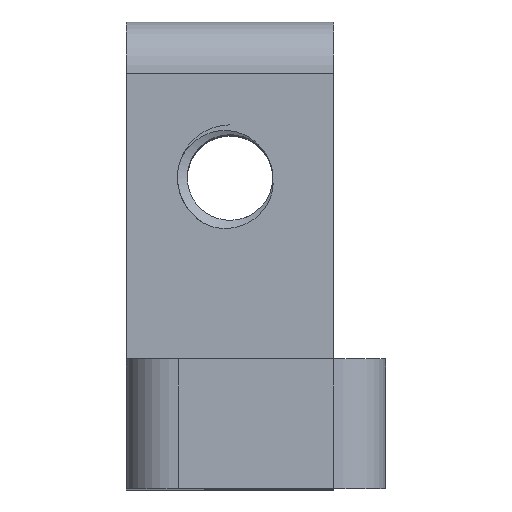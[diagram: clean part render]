
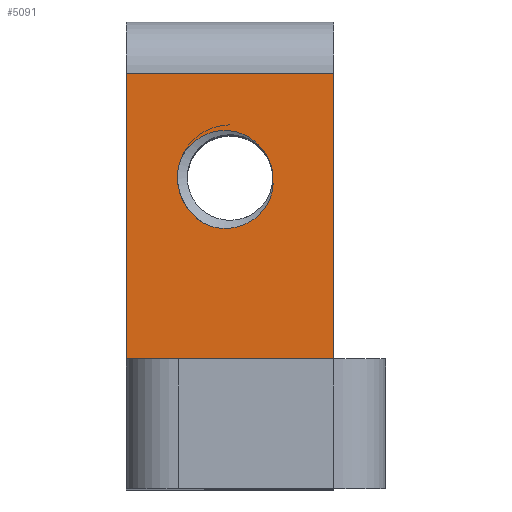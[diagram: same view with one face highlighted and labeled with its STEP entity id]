
A CAD part, top view. The second image highlights one B-rep face of the part: STEP entity #5091.
In plain terms, the highlighted planar face has unit normal (0, 0, 1).
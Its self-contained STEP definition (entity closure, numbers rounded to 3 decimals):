
#33 = DIRECTION ( 'NONE',  ( -1., 0., 0. ) ) ;
#121 = EDGE_CURVE ( 'NONE', #1353, #3717, #3492, .T. ) ;
#152 = DIRECTION ( 'NONE',  ( 1., 0., 0. ) ) ;
#181 = CARTESIAN_POINT ( 'NONE',  ( -12.136, 13.818, 31. ) ) ;
#205 = CARTESIAN_POINT ( 'NONE',  ( -11.572, 10.116, 31. ) ) ;
#254 = CARTESIAN_POINT ( 'NONE',  ( -13.87, 12.787, 31. ) ) ;
#276 = CARTESIAN_POINT ( 'NONE',  ( -10.627, 10.847, 31. ) ) ;
#307 = CARTESIAN_POINT ( 'NONE',  ( -8., 18., 31. ) ) ;
#309 = CARTESIAN_POINT ( 'NONE',  ( -14.028, 12.274, 31. ) ) ;
#396 = VERTEX_POINT ( 'NONE', #1676 ) ;
#422 = CARTESIAN_POINT ( 'NONE',  ( -8., 5., 31. ) ) ;
#457 = CARTESIAN_POINT ( 'NONE',  ( -13.511, 13.271, 31. ) ) ;
#477 = EDGE_CURVE ( 'NONE', #1499, #3866, #3293, .T. ) ;
#586 = CARTESIAN_POINT ( 'NONE',  ( -12.761, 10.119, 31. ) ) ;
#605 = CARTESIAN_POINT ( 'NONE',  ( -10.814, 10.613, 31. ) ) ;
#696 = CARTESIAN_POINT ( 'NONE',  ( -13.011, 10.22, 31. ) ) ;
#712 = CARTESIAN_POINT ( 'NONE',  ( -13.975, 12.538, 31. ) ) ;
#831 = VECTOR ( 'NONE', #33, 1000. ) ;
#874 = CARTESIAN_POINT ( 'NONE',  ( -13.87, 12.787, 31. ) ) ;
#1055 = CARTESIAN_POINT ( 'NONE',  ( -12.761, 10.119, 31. ) ) ;
#1075 = CARTESIAN_POINT ( 'NONE',  ( -10.548, 10.978, 31. ) ) ;
#1155 = CARTESIAN_POINT ( 'NONE',  ( -13.523, 10.653, 31. ) ) ;
#1180 = CARTESIAN_POINT ( 'NONE',  ( -16., 5., 31. ) ) ;
#1229 = FACE_OUTER_BOUND ( 'NONE', #2026, .T. ) ;
#1349 = CARTESIAN_POINT ( 'NONE',  ( -13.15, 13.549, 31. ) ) ;
#1353 = VERTEX_POINT ( 'NONE', #1180 ) ;
#1392 = CARTESIAN_POINT ( 'NONE',  ( -12.291, 13.817, 31. ) ) ;
#1447 = CARTESIAN_POINT ( 'NONE',  ( -13.018, 13.623, 31. ) ) ;
#1499 = VERTEX_POINT ( 'NONE', #2020 ) ;
#1502 = DIRECTION ( 'NONE',  ( 0., -1., 0. ) ) ;
#1541 = CARTESIAN_POINT ( 'NONE',  ( -11.288, 10.237, 31. ) ) ;
#1676 = CARTESIAN_POINT ( 'NONE',  ( -10.35, 12., 31. ) ) ;
#1818 = DIRECTION ( 'NONE',  ( 0., -1., 0. ) ) ;
#1833 = CARTESIAN_POINT ( 'NONE',  ( -11.837, 13.782, 31. ) ) ;
#1837 = B_SPLINE_CURVE_WITH_KNOTS ( 'NONE', 3,
 ( #874, #3911, #5106, #457, #3450, #1349, #1447, #2272, #4402, #1392, #181, #1833, #1852, #3982, #2309, #2715, #4819, #3521 ),
 .UNSPECIFIED., .F., .F.,
 ( 4, 2, 2, 2, 2, 2, 2, 2, 4 ),
 ( 0., 0., 0.001, 0.001, 0.002, 0.002, 0.003, 0.003, 0.004 ),
 .UNSPECIFIED. ) ;
#1852 = CARTESIAN_POINT ( 'NONE',  ( -11.688, 13.745, 31. ) ) ;
#1899 = ORIENTED_EDGE ( 'NONE', *, *, #4263, .T. ) ;
#1990 = CARTESIAN_POINT ( 'NONE',  ( -13.61, 10.758, 31. ) ) ;
#2020 = CARTESIAN_POINT ( 'NONE',  ( -8., 16., 31. ) ) ;
#2026 = EDGE_LOOP ( 'NONE', ( #1899, #3205, #3749, #4769 ) ) ;
#2041 = CARTESIAN_POINT ( 'NONE',  ( -13.925, 11.345, 31. ) ) ;
#2229 = B_SPLINE_CURVE_WITH_KNOTS ( 'NONE', 3,
 ( #3965, #5182, #4442, #1075, #276, #605, #4491, #1541, #205, #3585, #4027, #4880, #2412, #1055 ),
 .UNSPECIFIED., .F., .F.,
 ( 4, 2, 2, 2, 2, 2, 4 ),
 ( 0., 0.001, 0.001, 0.002, 0.003, 0.003, 0.004 ),
 .UNSPECIFIED. ) ;
#2272 = CARTESIAN_POINT ( 'NONE',  ( -12.735, 13.738, 31. ) ) ;
#2284 = FACE_BOUND ( 'NONE', #5005, .T. ) ;
#2309 = CARTESIAN_POINT ( 'NONE',  ( -11.273, 13.562, 31. ) ) ;
#2311 = CARTESIAN_POINT ( 'NONE',  ( -8., 18., 31. ) ) ;
#2326 = ORIENTED_EDGE ( 'NONE', *, *, #3085, .T. ) ;
#2379 = VECTOR ( 'NONE', #3004, 1000. ) ;
#2386 = CARTESIAN_POINT ( 'NONE',  ( -14.029, 11.869, 31. ) ) ;
#2405 = CARTESIAN_POINT ( 'NONE',  ( -13.964, 11.475, 31. ) ) ;
#2412 = CARTESIAN_POINT ( 'NONE',  ( -12.615, 10.075, 31. ) ) ;
#2607 = CARTESIAN_POINT ( 'NONE',  ( -16., 16., 31. ) ) ;
#2689 = CARTESIAN_POINT ( 'NONE',  ( -12., 12., 31. ) ) ;
#2715 = CARTESIAN_POINT ( 'NONE',  ( -11.026, 13.383, 31. ) ) ;
#2743 = DIRECTION ( 'NONE',  ( 0., 0., 1. ) ) ;
#2764 = LINE ( 'NONE', #3899, #3355 ) ;
#2766 = CIRCLE ( 'NONE', #5185, 1.65 ) ;
#2841 = CARTESIAN_POINT ( 'NONE',  ( -13.822, 11.097, 31. ) ) ;
#2843 = EDGE_CURVE ( 'NONE', #3866, #1353, #2764, .T. ) ;
#3004 = DIRECTION ( 'NONE',  ( 1., 0., 0. ) ) ;
#3017 = VERTEX_POINT ( 'NONE', #586 ) ;
#3064 = ORIENTED_EDGE ( 'NONE', *, *, #5328, .T. ) ;
#3085 = EDGE_CURVE ( 'NONE', #396, #3017, #2229, .T. ) ;
#3205 = ORIENTED_EDGE ( 'NONE', *, *, #477, .T. ) ;
#3254 = ORIENTED_EDGE ( 'NONE', *, *, #3861, .T. ) ;
#3293 = LINE ( 'NONE', #3821, #831 ) ;
#3355 = VECTOR ( 'NONE', #1818, 1000. ) ;
#3411 = CARTESIAN_POINT ( 'NONE',  ( -16., 5., 31. ) ) ;
#3431 = B_SPLINE_CURVE_WITH_KNOTS ( 'NONE', 3,
 ( #4927, #696, #4539, #1155, #1990, #5330, #2841, #2041, #2405, #3711, #2386, #309, #712, #4091 ),
 .UNSPECIFIED., .F., .F.,
 ( 4, 2, 2, 2, 2, 2, 4 ),
 ( 0., 0.001, 0.001, 0.002, 0.002, 0.002, 0.003 ),
 .UNSPECIFIED. ) ;
#3450 = CARTESIAN_POINT ( 'NONE',  ( -13.396, 13.374, 31. ) ) ;
#3492 = LINE ( 'NONE', #3411, #2379 ) ;
#3521 = CARTESIAN_POINT ( 'NONE',  ( -10.823, 13.156, 31. ) ) ;
#3580 = DIRECTION ( 'NONE',  ( 0., 0., 1. ) ) ;
#3585 = CARTESIAN_POINT ( 'NONE',  ( -12.017, 10.039, 31. ) ) ;
#3624 = LINE ( 'NONE', #307, #4925 ) ;
#3690 = DIRECTION ( 'NONE',  ( 0., 1., 0. ) ) ;
#3711 = CARTESIAN_POINT ( 'NONE',  ( -14.016, 11.736, 31. ) ) ;
#3717 = VERTEX_POINT ( 'NONE', #422 ) ;
#3731 = VERTEX_POINT ( 'NONE', #3786 ) ;
#3749 = ORIENTED_EDGE ( 'NONE', *, *, #2843, .T. ) ;
#3786 = CARTESIAN_POINT ( 'NONE',  ( -10.823, 13.156, 31. ) ) ;
#3821 = CARTESIAN_POINT ( 'NONE',  ( -8., 16., 31. ) ) ;
#3861 = EDGE_CURVE ( 'NONE', #5364, #3731, #1837, .T. ) ;
#3866 = VERTEX_POINT ( 'NONE', #2607 ) ;
#3899 = CARTESIAN_POINT ( 'NONE',  ( -16., 18., 31. ) ) ;
#3911 = CARTESIAN_POINT ( 'NONE',  ( -13.797, 12.921, 31. ) ) ;
#3965 = CARTESIAN_POINT ( 'NONE',  ( -10.35, 12., 31. ) ) ;
#3982 = CARTESIAN_POINT ( 'NONE',  ( -11.405, 13.634, 31. ) ) ;
#3993 = AXIS2_PLACEMENT_3D ( 'NONE', #2311, #3580, #1502 ) ;
#4027 = CARTESIAN_POINT ( 'NONE',  ( -12.17, 10.031, 31. ) ) ;
#4091 = CARTESIAN_POINT ( 'NONE',  ( -13.87, 12.787, 31. ) ) ;
#4263 = EDGE_CURVE ( 'NONE', #3717, #1499, #3624, .T. ) ;
#4402 = CARTESIAN_POINT ( 'NONE',  ( -12.589, 13.776, 31. ) ) ;
#4436 = ORIENTED_EDGE ( 'NONE', *, *, #4555, .F. ) ;
#4442 = CARTESIAN_POINT ( 'NONE',  ( -10.366, 11.391, 31. ) ) ;
#4491 = CARTESIAN_POINT ( 'NONE',  ( -10.925, 10.506, 31. ) ) ;
#4539 = CARTESIAN_POINT ( 'NONE',  ( -13.239, 10.371, 31. ) ) ;
#4555 = EDGE_CURVE ( 'NONE', #396, #3731, #2766, .T. ) ;
#4769 = ORIENTED_EDGE ( 'NONE', *, *, #121, .T. ) ;
#4819 = CARTESIAN_POINT ( 'NONE',  ( -10.916, 13.277, 31. ) ) ;
#4820 = PLANE ( 'NONE',  #3993 ) ;
#4880 = CARTESIAN_POINT ( 'NONE',  ( -12.468, 10.049, 31. ) ) ;
#4925 = VECTOR ( 'NONE', #3690, 1000. ) ;
#4927 = CARTESIAN_POINT ( 'NONE',  ( -12.761, 10.119, 31. ) ) ;
#5005 = EDGE_LOOP ( 'NONE', ( #3064, #3254, #4436, #2326 ) ) ;
#5091 = ADVANCED_FACE ( 'NONE', ( #1229, #2284 ), #4820, .T. ) ;
#5106 = CARTESIAN_POINT ( 'NONE',  ( -13.711, 13.045, 31. ) ) ;
#5182 = CARTESIAN_POINT ( 'NONE',  ( -10.318, 11.698, 31. ) ) ;
#5185 = AXIS2_PLACEMENT_3D ( 'NONE', #2689, #2743, #152 ) ;
#5328 = EDGE_CURVE ( 'NONE', #3017, #5364, #3431, .T. ) ;
#5330 = CARTESIAN_POINT ( 'NONE',  ( -13.759, 10.98, 31. ) ) ;
#5364 = VERTEX_POINT ( 'NONE', #254 ) ;
